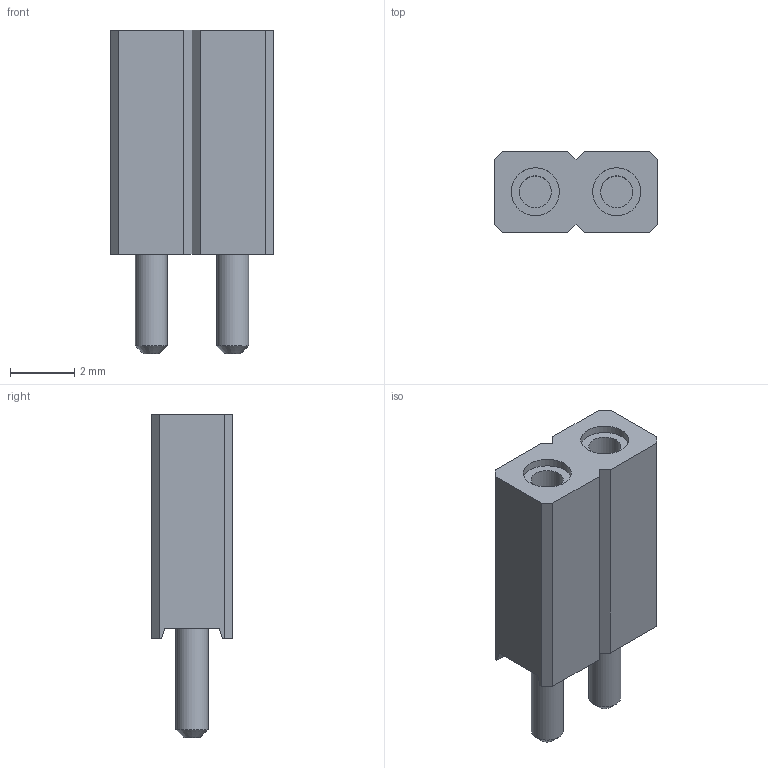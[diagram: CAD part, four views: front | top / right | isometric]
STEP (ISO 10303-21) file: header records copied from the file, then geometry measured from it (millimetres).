
FILE_DESCRIPTION(('FreeCAD Model'),'2;1');
FILE_NAME('Open CASCADE Shape Model','2025-03-29T21:11:51',(''),(''), 'Open CASCADE STEP processor 7.7','FreeCAD','Unknown');
FILE_SCHEMA(('AUTOMOTIVE_DESIGN { 1 0 10303 214 1 1 1 1 }'));
Length unit declared in the file: millimetre
Products named in the file (1): Header F 2P
Bounding box: 5.08 x 2.54 x 10.1 mm (x, y, z)
Volume: 80.9 mm3; surface area: 190.9 mm2
Topology: 1 solids, 1 shells, 34 faces, 76 edges, 50 vertices
Faces by surface type: plane 26, cylinder 6, cone 2
Full cylindrical faces by diameter (mm): 1 x4, 1.5 x2
Entity records: 1267 total; most frequent: CARTESIAN_POINT 161, DIRECTION 160, ORIENTED_EDGE 152, EDGE_CURVE 76, LINE 62, VECTOR 62, VERTEX_POINT 50, AXIS2_PLACEMENT_3D 49
